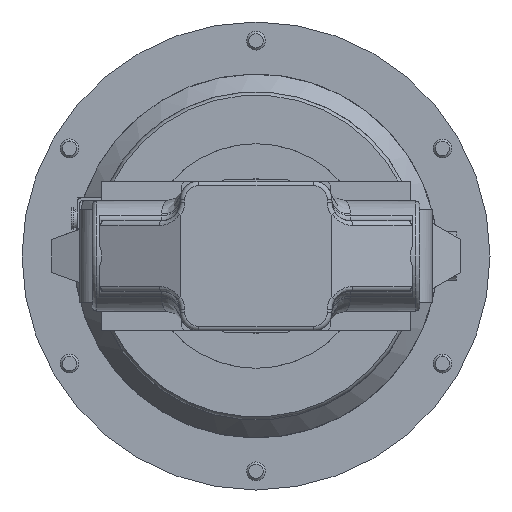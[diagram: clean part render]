
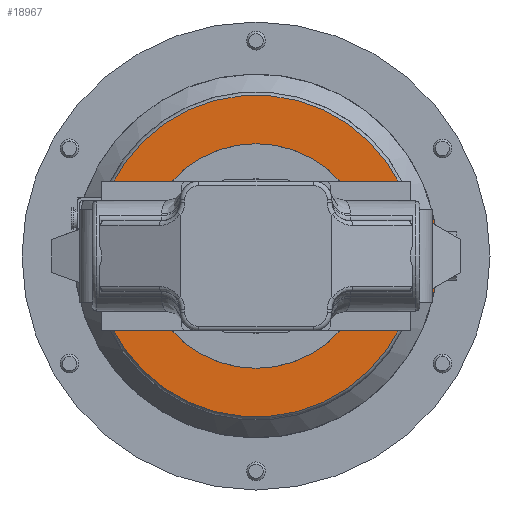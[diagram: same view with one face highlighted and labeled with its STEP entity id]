
A CAD part, front view. The second image highlights one B-rep face of the part: STEP entity #18967.
In plain terms, the highlighted planar face has unit normal (0, -1, 0).
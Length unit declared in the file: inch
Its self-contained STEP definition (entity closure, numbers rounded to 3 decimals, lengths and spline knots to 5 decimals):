
#731 = LINE ( 'NONE', #27371, #18557 ) ;
#802 = AXIS2_PLACEMENT_3D ( 'NONE', #1055, #17320, #3384 ) ;
#883 = ORIENTED_EDGE ( 'NONE', *, *, #10940, .T. ) ;
#1055 = CARTESIAN_POINT ( 'NONE',  ( 0., 16.989, 0. ) ) ;
#1094 = ORIENTED_EDGE ( 'NONE', *, *, #21041, .T. ) ;
#1260 = DIRECTION ( 'NONE',  ( 1., 0., 0. ) ) ;
#1417 = CARTESIAN_POINT ( 'NONE',  ( 2.35699, 16.989, -0.585 ) ) ;
#1681 = CARTESIAN_POINT ( 'NONE',  ( -2.11301, 16.989, 0.585 ) ) ;
#1878 = ORIENTED_EDGE ( 'NONE', *, *, #12114, .T. ) ;
#2130 = VERTEX_POINT ( 'NONE', #15098 ) ;
#2205 = DIRECTION ( 'NONE',  ( 0., -1., 0. ) ) ;
#2836 = EDGE_CURVE ( 'NONE', #5413, #9582, #3572, .T. ) ;
#3062 = VERTEX_POINT ( 'NONE', #10897 ) ;
#3212 = CARTESIAN_POINT ( 'NONE',  ( 0., 16.989, 1.5 ) ) ;
#3332 = PLANE ( 'NONE',  #10228 ) ;
#3384 = DIRECTION ( 'NONE',  ( 1., 0., 0. ) ) ;
#3531 = AXIS2_PLACEMENT_3D ( 'NONE', #17731, #3781, #20089 ) ;
#3558 = ORIENTED_EDGE ( 'NONE', *, *, #2836, .T. ) ;
#3572 = LINE ( 'NONE', #17530, #10483 ) ;
#3781 = DIRECTION ( 'NONE',  ( 0., -1., 0. ) ) ;
#3812 = VERTEX_POINT ( 'NONE', #3212 ) ;
#4139 = CIRCLE ( 'NONE', #3531, 1.5 ) ;
#4692 = DIRECTION ( 'NONE',  ( 1., 0., 0. ) ) ;
#5374 = DIRECTION ( 'NONE',  ( 0., -1., 0. ) ) ;
#5413 = VERTEX_POINT ( 'NONE', #14257 ) ;
#5655 = DIRECTION ( 'NONE',  ( 1., 0., 0. ) ) ;
#6079 = CARTESIAN_POINT ( 'NONE',  ( 0., 16.989, 0. ) ) ;
#6352 = DIRECTION ( 'NONE',  ( -1., 0., 0. ) ) ;
#7396 = DIRECTION ( 'NONE',  ( 0., -1., 0. ) ) ;
#7399 = VERTEX_POINT ( 'NONE', #24774 ) ;
#7608 = VERTEX_POINT ( 'NONE', #18302 ) ;
#8348 = CARTESIAN_POINT ( 'NONE',  ( 0., 16.989, 0. ) ) ;
#8426 = DIRECTION ( 'NONE',  ( 0., 0., 1. ) ) ;
#8787 = CARTESIAN_POINT ( 'NONE',  ( -2.11301, 16.989, 0.585 ) ) ;
#8948 = ORIENTED_EDGE ( 'NONE', *, *, #30177, .T. ) ;
#9582 = VERTEX_POINT ( 'NONE', #1417 ) ;
#10228 = AXIS2_PLACEMENT_3D ( 'NONE', #26584, #19642, #5655 ) ;
#10483 = VECTOR ( 'NONE', #1260, 39.37008 ) ;
#10678 = DIRECTION ( 'NONE',  ( 1., 0., 0. ) ) ;
#10851 = ORIENTED_EDGE ( 'NONE', *, *, #11352, .F. ) ;
#10897 = CARTESIAN_POINT ( 'NONE',  ( 0., 16.989, -1.5 ) ) ;
#10940 = EDGE_CURVE ( 'NONE', #2130, #7399, #23095, .T. ) ;
#11037 = CIRCLE ( 'NONE', #802, 2.14874 ) ;
#11352 = EDGE_CURVE ( 'NONE', #3062, #3812, #4139, .T. ) ;
#11590 = EDGE_CURVE ( 'NONE', #12890, #2130, #12886, .T. ) ;
#11636 = EDGE_LOOP ( 'NONE', ( #10851, #25637 ) ) ;
#12114 = EDGE_CURVE ( 'NONE', #7399, #7608, #11037, .T. ) ;
#12117 = AXIS2_PLACEMENT_3D ( 'NONE', #19350, #5374, #21699 ) ;
#12513 = CARTESIAN_POINT ( 'NONE',  ( 2.4285, 16.989, 0. ) ) ;
#12811 = EDGE_CURVE ( 'NONE', #20722, #5413, #24136, .T. ) ;
#12886 = CIRCLE ( 'NONE', #22269, 2.4285 ) ;
#12890 = VERTEX_POINT ( 'NONE', #12513 ) ;
#13470 = EDGE_LOOP ( 'NONE', ( #1878, #1094, #8948, #17082, #25939, #3558, #14232, #29083, #883 ) ) ;
#14145 = EDGE_CURVE ( 'NONE', #9582, #12890, #27058, .T. ) ;
#14232 = ORIENTED_EDGE ( 'NONE', *, *, #14145, .T. ) ;
#14257 = CARTESIAN_POINT ( 'NONE',  ( 2.06757, 16.989, -0.585 ) ) ;
#15088 = AXIS2_PLACEMENT_3D ( 'NONE', #8348, #24664, #10678 ) ;
#15098 = CARTESIAN_POINT ( 'NONE',  ( 2.35699, 16.989, 0.585 ) ) ;
#16144 = CARTESIAN_POINT ( 'NONE',  ( 0., 16.989, 0. ) ) ;
#16902 = VECTOR ( 'NONE', #4692, 39.37008 ) ;
#17082 = ORIENTED_EDGE ( 'NONE', *, *, #26658, .T. ) ;
#17320 = DIRECTION ( 'NONE',  ( 0., -1., 0. ) ) ;
#17530 = CARTESIAN_POINT ( 'NONE',  ( -2.11301, 16.989, -0.585 ) ) ;
#17731 = CARTESIAN_POINT ( 'NONE',  ( 0., 16.989, 0. ) ) ;
#18302 = CARTESIAN_POINT ( 'NONE',  ( -2.06757, 16.989, 0.585 ) ) ;
#18492 = DIRECTION ( 'NONE',  ( 1., 0., 0. ) ) ;
#18557 = VECTOR ( 'NONE', #25019, 39.37008 ) ;
#18649 = CARTESIAN_POINT ( 'NONE',  ( -2.11301, 16.989, -0.585 ) ) ;
#18843 = AXIS2_PLACEMENT_3D ( 'NONE', #6079, #22394, #8426 ) ;
#18855 = CIRCLE ( 'NONE', #15088, 2.1925 ) ;
#18967 = ADVANCED_FACE ( 'NONE', ( #28994, #22059 ), #3332, .F. ) ;
#19350 = CARTESIAN_POINT ( 'NONE',  ( 0., 16.989, 0. ) ) ;
#19642 = DIRECTION ( 'NONE',  ( 0., 1., 0. ) ) ;
#20089 = DIRECTION ( 'NONE',  ( 0., 0., 1. ) ) ;
#20444 = CIRCLE ( 'NONE', #18843, 1.5 ) ;
#20523 = EDGE_CURVE ( 'NONE', #3812, #3062, #20444, .T. ) ;
#20722 = VERTEX_POINT ( 'NONE', #28145 ) ;
#21041 = EDGE_CURVE ( 'NONE', #7608, #21103, #731, .T. ) ;
#21103 = VERTEX_POINT ( 'NONE', #8787 ) ;
#21368 = CARTESIAN_POINT ( 'NONE',  ( 0., 16.989, 0. ) ) ;
#21699 = DIRECTION ( 'NONE',  ( 1., 0., 0. ) ) ;
#22059 = FACE_OUTER_BOUND ( 'NONE', #13470, .T. ) ;
#22269 = AXIS2_PLACEMENT_3D ( 'NONE', #16144, #2205, #18492 ) ;
#22394 = DIRECTION ( 'NONE',  ( 0., -1., 0. ) ) ;
#23095 = LINE ( 'NONE', #1681, #23836 ) ;
#23177 = CARTESIAN_POINT ( 'NONE',  ( -2.11301, 16.989, -0.585 ) ) ;
#23712 = DIRECTION ( 'NONE',  ( 1., 0., 0. ) ) ;
#23836 = VECTOR ( 'NONE', #6352, 39.37008 ) ;
#24136 = CIRCLE ( 'NONE', #12117, 2.14874 ) ;
#24664 = DIRECTION ( 'NONE',  ( 0., -1., 0. ) ) ;
#24774 = CARTESIAN_POINT ( 'NONE',  ( 2.06757, 16.989, 0.585 ) ) ;
#25019 = DIRECTION ( 'NONE',  ( -1., 0., 0. ) ) ;
#25419 = AXIS2_PLACEMENT_3D ( 'NONE', #21368, #7396, #23712 ) ;
#25461 = VERTEX_POINT ( 'NONE', #23177 ) ;
#25637 = ORIENTED_EDGE ( 'NONE', *, *, #20523, .F. ) ;
#25939 = ORIENTED_EDGE ( 'NONE', *, *, #12811, .T. ) ;
#26584 = CARTESIAN_POINT ( 'NONE',  ( 0., 16.989, -0.46 ) ) ;
#26658 = EDGE_CURVE ( 'NONE', #25461, #20722, #28598, .T. ) ;
#27058 = CIRCLE ( 'NONE', #25419, 2.4285 ) ;
#27371 = CARTESIAN_POINT ( 'NONE',  ( -2.11301, 16.989, 0.585 ) ) ;
#28145 = CARTESIAN_POINT ( 'NONE',  ( -2.06757, 16.989, -0.585 ) ) ;
#28598 = LINE ( 'NONE', #18649, #16902 ) ;
#28994 = FACE_BOUND ( 'NONE', #11636, .T. ) ;
#29083 = ORIENTED_EDGE ( 'NONE', *, *, #11590, .T. ) ;
#30177 = EDGE_CURVE ( 'NONE', #21103, #25461, #18855, .T. ) ;
